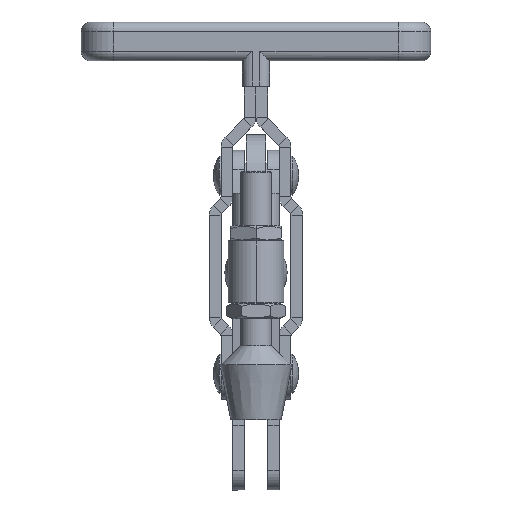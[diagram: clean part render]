
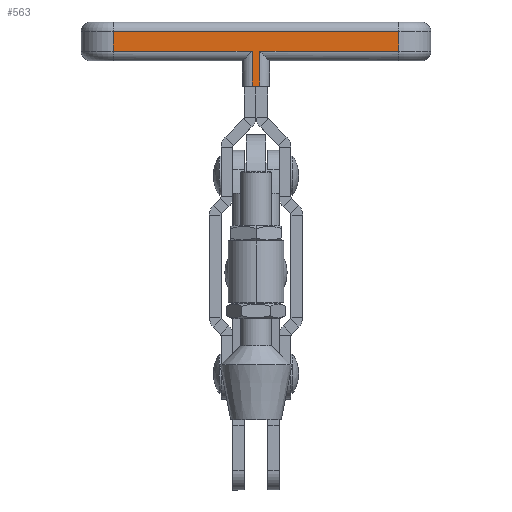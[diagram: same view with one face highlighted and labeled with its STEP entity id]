
A CAD part, top view. The second image highlights one B-rep face of the part: STEP entity #563.
In plain terms, the highlighted face is planar.
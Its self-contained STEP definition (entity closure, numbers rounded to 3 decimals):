
#563 = ADVANCED_FACE ( 'NONE', ( #4519 ), #2945, .F. ) ;
#875 = AXIS2_PLACEMENT_3D ( 'NONE', #2943, #2948, #2949 ) ;
#2943 = CARTESIAN_POINT ( 'NONE',  ( -36.75, -8.25, 16.5 ) ) ;
#2945 = PLANE ( 'NONE',  #875 ) ;
#2948 = DIRECTION ( 'NONE',  ( 0., 1., 0. ) ) ;
#2949 = DIRECTION ( 'NONE',  ( 0., 0., 1. ) ) ;
#3973 = EDGE_CURVE ( 'NONE', #24236, #24243, #16088, .T. ) ;
#3977 = EDGE_CURVE ( 'NONE', #24232, #24237, #16094, .T. ) ;
#3978 = EDGE_CURVE ( 'NONE', #24232, #24236, #16095, .T. ) ;
#3979 = EDGE_CURVE ( 'NONE', #24243, #24230, #16097, .T. ) ;
#3980 = EDGE_CURVE ( 'NONE', #24230, #24247, #16099, .T. ) ;
#3981 = EDGE_CURVE ( 'NONE', #24247, #24248, #16101, .T. ) ;
#3982 = EDGE_CURVE ( 'NONE', #24248, #24249, #16103, .T. ) ;
#3983 = EDGE_CURVE ( 'NONE', #24249, #24237, #16105, .T. ) ;
#4519 = FACE_OUTER_BOUND ( 'NONE', #23139, .T. ) ;
#6357 = CARTESIAN_POINT ( 'NONE',  ( -36.75, -8.25, 16.5 ) ) ;
#6364 = DIRECTION ( 'NONE',  ( 0., 0., -1. ) ) ;
#6373 = CARTESIAN_POINT ( 'NONE',  ( 36.75, -8.25, 16.5 ) ) ;
#6374 = DIRECTION ( 'NONE',  ( 0., 0., -1. ) ) ;
#6384 = CARTESIAN_POINT ( 'NONE',  ( -36.75, -8.25, 14. ) ) ;
#6385 = DIRECTION ( 'NONE',  ( -1., 0., 0. ) ) ;
#6386 = CARTESIAN_POINT ( 'NONE',  ( -36.75, -8.25, 9. ) ) ;
#6387 = DIRECTION ( 'NONE',  ( 1., 0., 0. ) ) ;
#6388 = CARTESIAN_POINT ( 'NONE',  ( -1., -8.25, 16.5 ) ) ;
#6389 = DIRECTION ( 'NONE',  ( 0., 0., -1. ) ) ;
#6390 = CARTESIAN_POINT ( 'NONE',  ( -36.75, -8.25, 0. ) ) ;
#6391 = DIRECTION ( 'NONE',  ( 1., 0., 0. ) ) ;
#6392 = CARTESIAN_POINT ( 'NONE',  ( 1., -8.25, 16.5 ) ) ;
#6393 = DIRECTION ( 'NONE',  ( 0., 0., 1. ) ) ;
#6394 = CARTESIAN_POINT ( 'NONE',  ( -36.75, -8.25, 9. ) ) ;
#6395 = DIRECTION ( 'NONE',  ( 1., 0., 0. ) ) ;
#13148 = CARTESIAN_POINT ( 'NONE',  ( -1., -8.25, 9. ) ) ;
#13150 = CARTESIAN_POINT ( 'NONE',  ( 36.75, -8.25, 14. ) ) ;
#13154 = CARTESIAN_POINT ( 'NONE',  ( -36.75, -8.25, 14. ) ) ;
#13155 = CARTESIAN_POINT ( 'NONE',  ( 36.75, -8.25, 9. ) ) ;
#13161 = CARTESIAN_POINT ( 'NONE',  ( -36.75, -8.25, 9. ) ) ;
#13165 = CARTESIAN_POINT ( 'NONE',  ( -1., -8.25, 0. ) ) ;
#13166 = CARTESIAN_POINT ( 'NONE',  ( 1., -8.25, 0. ) ) ;
#13167 = CARTESIAN_POINT ( 'NONE',  ( 1., -8.25, 9. ) ) ;
#16088 = LINE ( 'NONE', #6357, #16090 ) ;
#16090 = VECTOR ( 'NONE', #6364, 1000. ) ;
#16094 = LINE ( 'NONE', #6373, #16096 ) ;
#16095 = LINE ( 'NONE', #6384, #16098 ) ;
#16096 = VECTOR ( 'NONE', #6374, 1000. ) ;
#16097 = LINE ( 'NONE', #6386, #16100 ) ;
#16098 = VECTOR ( 'NONE', #6385, 1000. ) ;
#16099 = LINE ( 'NONE', #6388, #16102 ) ;
#16100 = VECTOR ( 'NONE', #6387, 1000. ) ;
#16101 = LINE ( 'NONE', #6390, #16104 ) ;
#16102 = VECTOR ( 'NONE', #6389, 1000. ) ;
#16103 = LINE ( 'NONE', #6392, #16106 ) ;
#16104 = VECTOR ( 'NONE', #6391, 1000. ) ;
#16105 = LINE ( 'NONE', #6394, #16108 ) ;
#16106 = VECTOR ( 'NONE', #6393, 1000. ) ;
#16108 = VECTOR ( 'NONE', #6395, 1000. ) ;
#23139 = EDGE_LOOP ( 'NONE', ( #26985, #26986, #26987, #26988, #26989, #26990, #26991, #26992 ) ) ;
#24230 = VERTEX_POINT ( 'NONE', #13148 ) ;
#24232 = VERTEX_POINT ( 'NONE', #13150 ) ;
#24236 = VERTEX_POINT ( 'NONE', #13154 ) ;
#24237 = VERTEX_POINT ( 'NONE', #13155 ) ;
#24243 = VERTEX_POINT ( 'NONE', #13161 ) ;
#24247 = VERTEX_POINT ( 'NONE', #13165 ) ;
#24248 = VERTEX_POINT ( 'NONE', #13166 ) ;
#24249 = VERTEX_POINT ( 'NONE', #13167 ) ;
#26985 = ORIENTED_EDGE ( 'NONE', *, *, #3977, .F. ) ;
#26986 = ORIENTED_EDGE ( 'NONE', *, *, #3978, .T. ) ;
#26987 = ORIENTED_EDGE ( 'NONE', *, *, #3973, .T. ) ;
#26988 = ORIENTED_EDGE ( 'NONE', *, *, #3979, .T. ) ;
#26989 = ORIENTED_EDGE ( 'NONE', *, *, #3980, .T. ) ;
#26990 = ORIENTED_EDGE ( 'NONE', *, *, #3981, .T. ) ;
#26991 = ORIENTED_EDGE ( 'NONE', *, *, #3982, .T. ) ;
#26992 = ORIENTED_EDGE ( 'NONE', *, *, #3983, .T. ) ;
